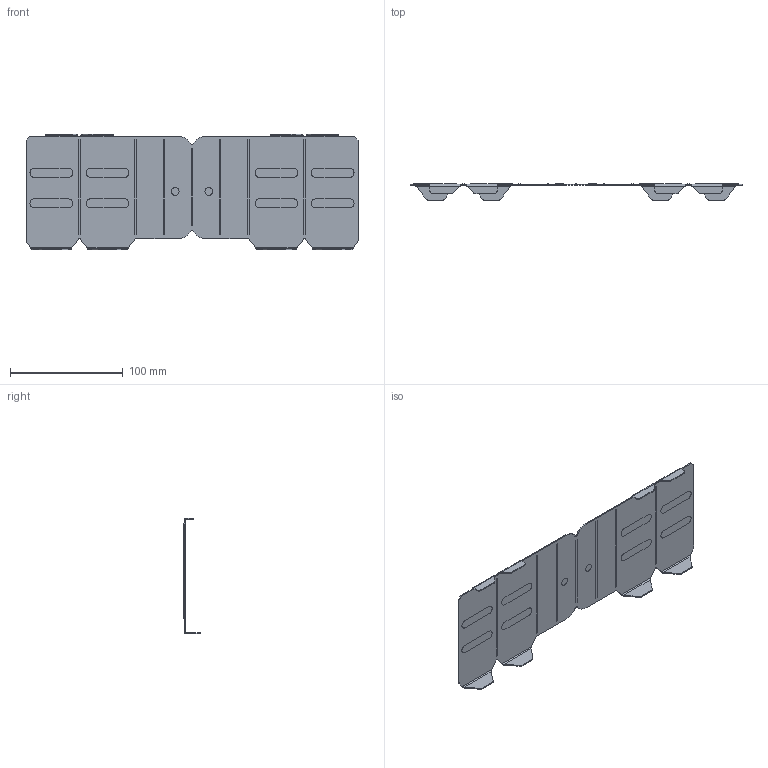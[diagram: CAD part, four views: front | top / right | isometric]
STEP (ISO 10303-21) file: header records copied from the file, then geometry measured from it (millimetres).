
FILE_DESCRIPTION(/* description */ (''),/* implementation_level */ '2;1');
FILE_NAME(/* name */ '480226.stp',/* time_stamp */ '2023-12-19T13:44:17+01:00',/* author */ ('bonnaudn'),/* organization */ (''),/* preprocessor_version */ 'ST-DEVELOPER v19.2',/* originating_system */ 'AutoCAD Mechanical',/* authorisation */ '');
FILE_SCHEMA (('AUTOMOTIVE_DESIGN { 1 0 10303 214 3 1 1 }'));
Length unit declared in the file: millimetre
Products named in the file (1): Product
Bounding box: 295 x 14.28 x 102.9 mm (x, y, z)
Volume: 28925.3 mm3; surface area: 68317.8 mm2
Topology: 1 solids, 42 shells, 161 faces, 501 edges, 383 vertices
Faces by surface type: plane 101, cylinder 44, bspline 16
Entity records: 6541 total; most frequent: CARTESIAN_POINT 2026, DIRECTION 880, ORIENTED_EDGE 819, EDGE_CURVE 501, VERTEX_POINT 383, LINE 350, VECTOR 350, AXIS2_PLACEMENT_3D 265
